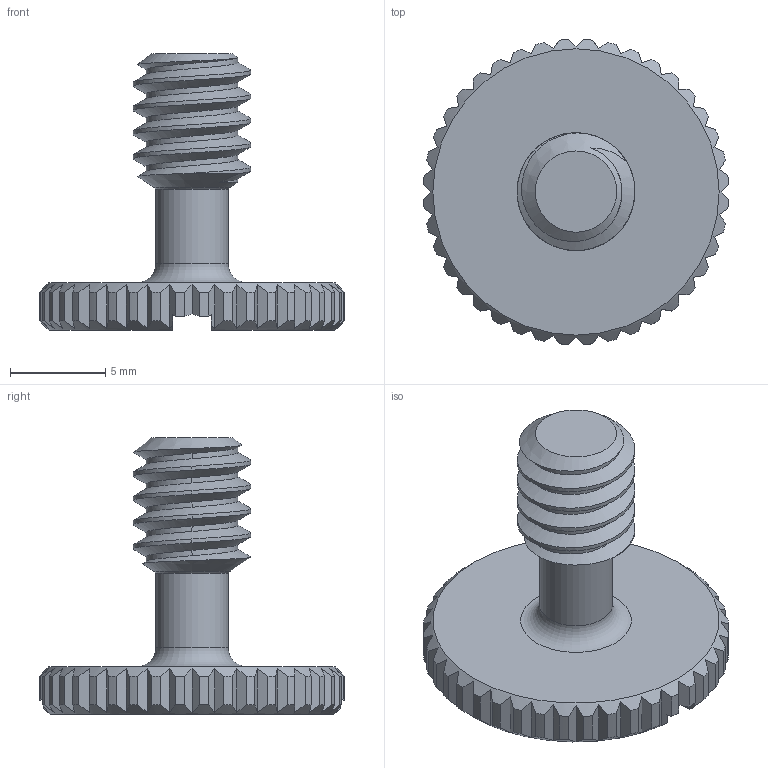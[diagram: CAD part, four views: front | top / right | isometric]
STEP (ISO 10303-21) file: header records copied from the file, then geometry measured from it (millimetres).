
FILE_DESCRIPTION(/* description */ (''),/* implementation_level */ '2;1');
FILE_NAME(/* name */ 'Stativschraube 1_4_ v5.step',/* time_stamp */ '2022-03-20T16:55:56+01:00',/* author */ (''),/* organization */ (''),/* preprocessor_version */ 'ST-DEVELOPER v18.1',/* originating_system */ 'Autodesk Translation Framework v10.13.0.1454',/* authorisation */ '');
FILE_SCHEMA (('AUTOMOTIVE_DESIGN { 1 0 10303 214 3 1 1 }'));
Length unit declared in the file: millimetre
Products named in the file (1): Stativschraube 1_4"
Bounding box: 15.98 x 15.98 x 14.5 mm (x, y, z)
Volume: 648.5 mm3; surface area: 815.4 mm2
Topology: 1 solids, 1 shells, 148 faces, 433 edges, 288 vertices
Faces by surface type: plane 86, cylinder 53, cone 6, bspline 2, torus 1
Full cylindrical faces by diameter (mm): 3.8 x1, 4.811 x2, 6.167 x2
Entity records: 5730 total; most frequent: CARTESIAN_POINT 2209, ORIENTED_EDGE 866, DIRECTION 640, EDGE_CURVE 433, VERTEX_POINT 288, AXIS2_PLACEMENT_3D 250, EDGE_LOOP 149, FACE_OUTER_BOUND 148
